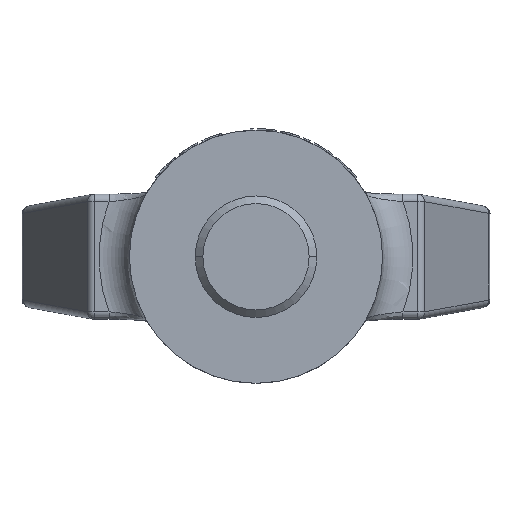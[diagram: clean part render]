
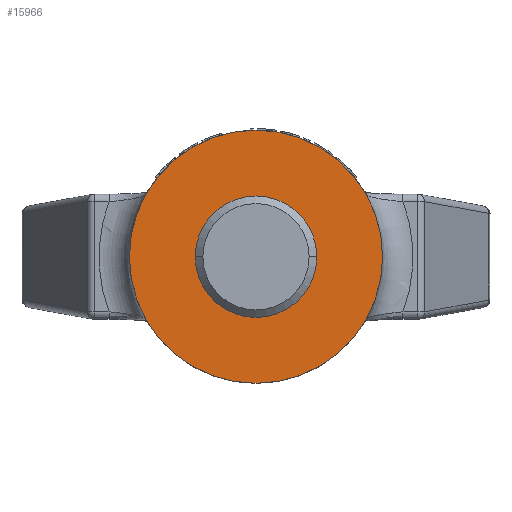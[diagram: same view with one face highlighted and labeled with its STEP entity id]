
A CAD part, front view. The second image highlights one B-rep face of the part: STEP entity #15966.
In plain terms, the highlighted planar face has unit normal (0, -1, 0).
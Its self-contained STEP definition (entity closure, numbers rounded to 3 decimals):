
#5801=CARTESIAN_POINT('',(0.,-44.5,0.));
#5802=DIRECTION('',(0.,-1.,0.));
#5803=DIRECTION('',(-1.,0.,0.));
#5804=AXIS2_PLACEMENT_3D('',#5801,#5802,#5803);
#5806=CARTESIAN_POINT('',(0.,-44.5,0.));
#5807=DIRECTION('',(0.,1.,0.));
#5808=DIRECTION('',(-1.,0.,0.));
#5809=AXIS2_PLACEMENT_3D('',#5806,#5807,#5808);
#5865=CARTESIAN_POINT('',(-25.,-44.5,0.));
#5866=CARTESIAN_POINT('',(25.,-44.5,0.));
#5867=VERTEX_POINT('',#5865);
#5868=VERTEX_POINT('',#5866);
#15957=CARTESIAN_POINT('',(0.,-44.5,0.));
#15958=DIRECTION('',(0.,1.,0.));
#15959=DIRECTION('',(1.,0.,0.));
#15960=AXIS2_PLACEMENT_3D('',#15957,#15958,#15959);
#15961=PLANE('',#15960);
#15962=ORIENTED_EDGE('',*,*,#8863,.F.);
#15963=ORIENTED_EDGE('',*,*,#7310,.T.);
#15964=EDGE_LOOP('',(#15962,#15963));
#15965=FACE_OUTER_BOUND('',#15964,.F.);
#15966=ADVANCED_FACE('',(#15965),#15961,.F.);
#5805=CIRCLE('',#5804,25.);
#5810=CIRCLE('',#5809,25.);
#7310=EDGE_CURVE('',#5867,#5868,#5810,.T.);
#8863=EDGE_CURVE('',#5867,#5868,#5805,.T.);
